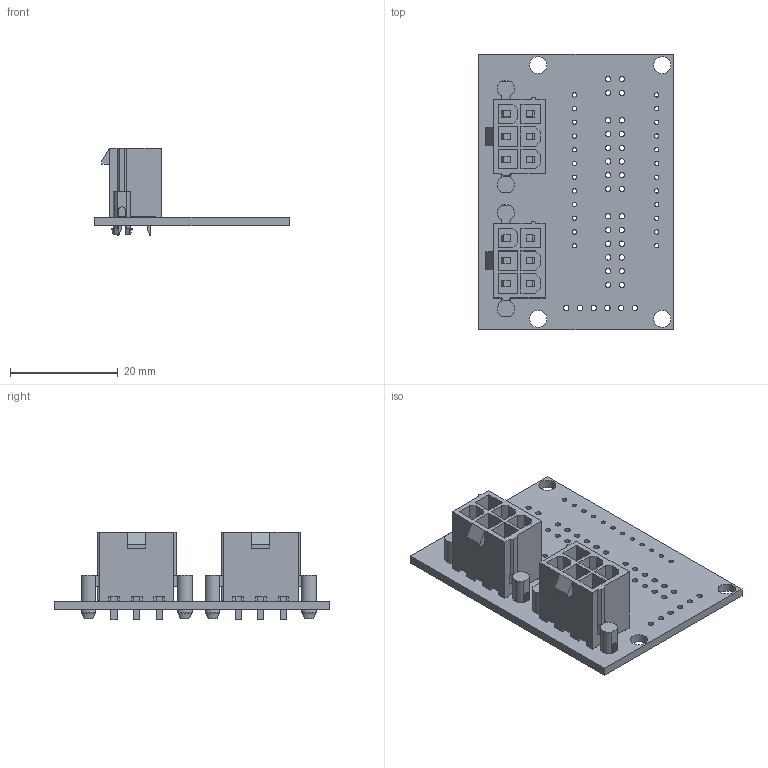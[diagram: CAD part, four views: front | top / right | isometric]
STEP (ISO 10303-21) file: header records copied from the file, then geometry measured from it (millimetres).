
FILE_DESCRIPTION(('KiCad electronic assembly'),'2;1');
FILE_NAME('ABSIS_ALE.step','2023-01-10T04:09:33',('Pcbnew'),('Kicad'), 'Open CASCADE STEP processor 7.6','KiCad to STEP converter','Unknown' );
FILE_SCHEMA(('AUTOMOTIVE_DESIGN { 1 0 10303 214 1 1 1 1 }'));
Length unit declared in the file: millimetre
Products named in the file (4): ABSIS_ALE 1; 39299067; SOLID; ABSIS_ALE PCB
Assembly tree (4 placements, depth 3):
  ABSIS_ALE 1
    39299067  x2
      SOLID
    ABSIS_ALE PCB
Bounding box: 36 x 51 x 16.3 mm (x, y, z)
Volume: 4988.4 mm3; surface area: 8450.1 mm2
Topology: 3 solids, 3 shells, 536 faces, 1448 edges, 956 vertices
Faces by surface type: plane 420, cylinder 108, cone 8
Full cylindrical faces by diameter (mm): 0.8 x24, 1 x34, 1.4 x12, 3 x4, 3.2 x4
Entity records: 21588 total; most frequent: CARTESIAN_POINT 3958, DIRECTION 3300, LINE 2117, VECTOR 2117, ORIENTED_EDGE 1694, PCURVE 1694, DEFINITIONAL_REPRESENTATION 1694, EDGE_CURVE 847
